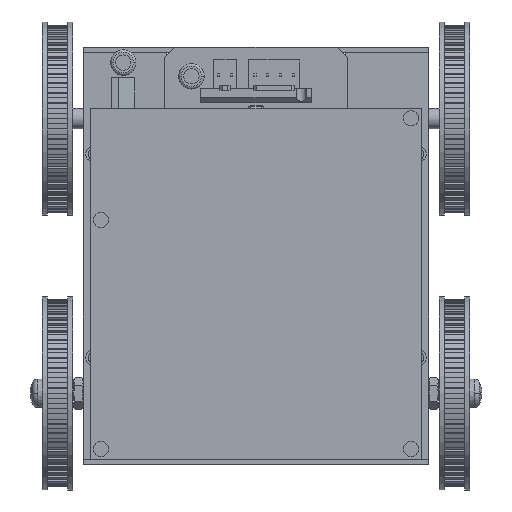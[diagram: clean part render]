
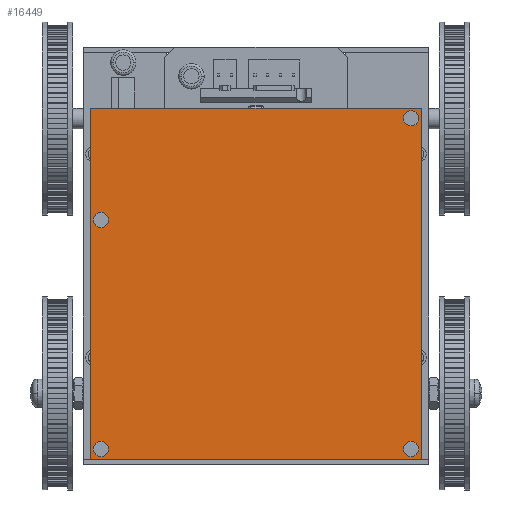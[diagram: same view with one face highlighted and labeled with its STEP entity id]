
A CAD part, top view. The second image highlights one B-rep face of the part: STEP entity #16449.
In plain terms, the highlighted planar face has unit normal (0, 0, 1).
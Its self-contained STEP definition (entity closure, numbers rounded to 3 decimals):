
#16039=CARTESIAN_POINT('',(-29.0,12.5,0.5));
#16040=VERTEX_POINT('',#16039);
#16049=CARTESIAN_POINT('',(-32.0,12.5,0.5));
#16050=VERTEX_POINT('',#16049);
#16051=CARTESIAN_POINT('',(-30.5,12.5,0.5));
#16052=DIRECTION('',(0.0,0.0,-1.0));
#16053=DIRECTION('',(1.0,0.0,0.0));
#16054=AXIS2_PLACEMENT_3D('',#16051,#16052,#16053);
#16055=CIRCLE('',#16054,1.5);
#16056=EDGE_CURVE('',#16050,#16040,#16055,.T.);
#16081=CARTESIAN_POINT('',(-29.0,-32.5,0.5));
#16082=VERTEX_POINT('',#16081);
#16091=CARTESIAN_POINT('',(-32.0,-32.5,0.5));
#16092=VERTEX_POINT('',#16091);
#16093=CARTESIAN_POINT('',(-30.5,-32.5,0.5));
#16094=DIRECTION('',(0.0,0.0,-1.0));
#16095=DIRECTION('',(1.0,0.0,0.0));
#16096=AXIS2_PLACEMENT_3D('',#16093,#16094,#16095);
#16097=CIRCLE('',#16096,1.5);
#16098=EDGE_CURVE('',#16092,#16082,#16097,.T.);
#16123=CARTESIAN_POINT('',(32.0,-32.5,0.5));
#16124=VERTEX_POINT('',#16123);
#16133=CARTESIAN_POINT('',(29.0,-32.5,0.5));
#16134=VERTEX_POINT('',#16133);
#16135=CARTESIAN_POINT('',(30.5,-32.5,0.5));
#16136=DIRECTION('',(0.0,0.0,-1.0));
#16137=DIRECTION('',(1.0,0.0,0.0));
#16138=AXIS2_PLACEMENT_3D('',#16135,#16136,#16137);
#16139=CIRCLE('',#16138,1.5);
#16140=EDGE_CURVE('',#16134,#16124,#16139,.T.);
#16165=CARTESIAN_POINT('',(32.0,32.5,0.5));
#16166=VERTEX_POINT('',#16165);
#16175=CARTESIAN_POINT('',(29.0,32.5,0.5));
#16176=VERTEX_POINT('',#16175);
#16177=CARTESIAN_POINT('',(30.5,32.5,0.5));
#16178=DIRECTION('',(0.0,0.0,-1.0));
#16179=DIRECTION('',(1.0,0.0,0.0));
#16180=AXIS2_PLACEMENT_3D('',#16177,#16178,#16179);
#16181=CIRCLE('',#16180,1.5);
#16182=EDGE_CURVE('',#16176,#16166,#16181,.T.);
#16216=CARTESIAN_POINT('',(30.5,32.5,0.5));
#16217=DIRECTION('',(0.0,0.0,-1.0));
#16218=DIRECTION('',(1.0,0.0,0.0));
#16219=AXIS2_PLACEMENT_3D('',#16216,#16217,#16218);
#16220=CIRCLE('',#16219,1.5);
#16221=EDGE_CURVE('',#16166,#16176,#16220,.T.);
#16240=CARTESIAN_POINT('',(30.5,-32.5,0.5));
#16241=DIRECTION('',(0.0,0.0,-1.0));
#16242=DIRECTION('',(1.0,0.0,0.0));
#16243=AXIS2_PLACEMENT_3D('',#16240,#16241,#16242);
#16244=CIRCLE('',#16243,1.5);
#16245=EDGE_CURVE('',#16124,#16134,#16244,.T.);
#16264=CARTESIAN_POINT('',(-30.5,-32.5,0.5));
#16265=DIRECTION('',(0.0,0.0,-1.0));
#16266=DIRECTION('',(1.0,0.0,0.0));
#16267=AXIS2_PLACEMENT_3D('',#16264,#16265,#16266);
#16268=CIRCLE('',#16267,1.5);
#16269=EDGE_CURVE('',#16082,#16092,#16268,.T.);
#16288=CARTESIAN_POINT('',(-30.5,12.5,0.5));
#16289=DIRECTION('',(0.0,0.0,-1.0));
#16290=DIRECTION('',(1.0,0.0,0.0));
#16291=AXIS2_PLACEMENT_3D('',#16288,#16289,#16290);
#16292=CIRCLE('',#16291,1.5);
#16293=EDGE_CURVE('',#16040,#16050,#16292,.T.);
#16303=CARTESIAN_POINT('',(-32.5,34.5,0.5));
#16304=VERTEX_POINT('',#16303);
#16305=CARTESIAN_POINT('',(32.5,34.5,0.5));
#16306=VERTEX_POINT('',#16305);
#16307=CARTESIAN_POINT('',(-32.5,34.5,0.5));
#16308=DIRECTION('',(1.0,0.0,0.0));
#16309=VECTOR('',#16308,65.0);
#16310=LINE('',#16307,#16309);
#16311=EDGE_CURVE('',#16304,#16306,#16310,.T.);
#16343=CARTESIAN_POINT('',(32.5,-34.5,0.5));
#16344=VERTEX_POINT('',#16343);
#16345=CARTESIAN_POINT('',(32.5,34.5,0.5));
#16346=DIRECTION('',(0.0,-1.0,0.0));
#16347=VECTOR('',#16346,69.0);
#16348=LINE('',#16345,#16347);
#16349=EDGE_CURVE('',#16306,#16344,#16348,.T.);
#16374=CARTESIAN_POINT('',(-32.5,-34.5,0.5));
#16375=VERTEX_POINT('',#16374);
#16376=CARTESIAN_POINT('',(32.5,-34.5,0.5));
#16377=DIRECTION('',(-1.0,0.0,0.0));
#16378=VECTOR('',#16377,65.0);
#16379=LINE('',#16376,#16378);
#16380=EDGE_CURVE('',#16344,#16375,#16379,.T.);
#16405=CARTESIAN_POINT('',(-32.5,-34.5,0.5));
#16406=DIRECTION('',(0.0,1.0,0.0));
#16407=VECTOR('',#16406,69.0);
#16408=LINE('',#16405,#16407);
#16409=EDGE_CURVE('',#16375,#16304,#16408,.T.);
#16422=CARTESIAN_POINT('',(0.,0.0,0.5));
#16423=DIRECTION('',(0.0,0.0,1.0));
#16424=DIRECTION('',(1.0,0.0,0.0));
#16425=AXIS2_PLACEMENT_3D('',#16422,#16423,#16424);
#16426=PLANE('',#16425);
#16427=ORIENTED_EDGE('',*,*,#16311,.F.);
#16428=ORIENTED_EDGE('',*,*,#16409,.F.);
#16429=ORIENTED_EDGE('',*,*,#16380,.F.);
#16430=ORIENTED_EDGE('',*,*,#16349,.F.);
#16431=EDGE_LOOP('',(#16427,#16428,#16429,#16430));
#16432=FACE_OUTER_BOUND('',#16431,.T.);
#16433=ORIENTED_EDGE('',*,*,#16221,.T.);
#16434=ORIENTED_EDGE('',*,*,#16182,.T.);
#16435=EDGE_LOOP('',(#16433,#16434));
#16436=FACE_BOUND('',#16435,.T.);
#16437=ORIENTED_EDGE('',*,*,#16245,.T.);
#16438=ORIENTED_EDGE('',*,*,#16140,.T.);
#16439=EDGE_LOOP('',(#16437,#16438));
#16440=FACE_BOUND('',#16439,.T.);
#16441=ORIENTED_EDGE('',*,*,#16269,.T.);
#16442=ORIENTED_EDGE('',*,*,#16098,.T.);
#16443=EDGE_LOOP('',(#16441,#16442));
#16444=FACE_BOUND('',#16443,.T.);
#16445=ORIENTED_EDGE('',*,*,#16293,.T.);
#16446=ORIENTED_EDGE('',*,*,#16056,.T.);
#16447=EDGE_LOOP('',(#16445,#16446));
#16448=FACE_BOUND('',#16447,.T.);
#16449=ADVANCED_FACE('',(#16432,#16436,#16440,#16444,#16448),#16426,.T.);
